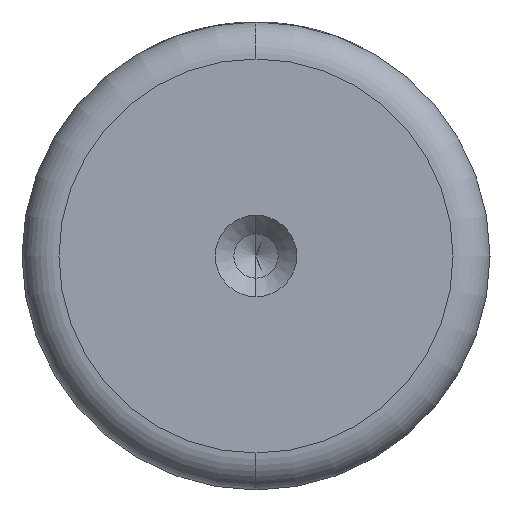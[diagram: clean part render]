
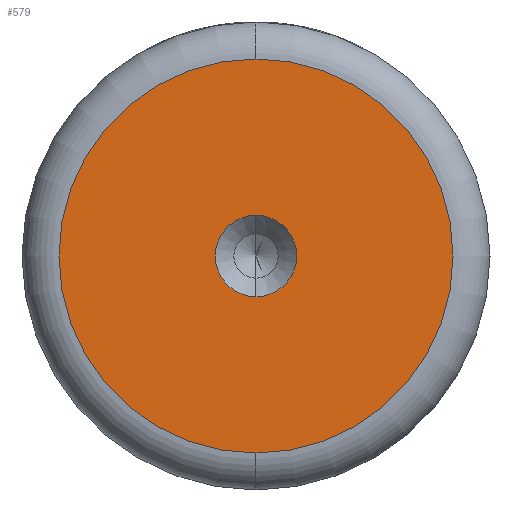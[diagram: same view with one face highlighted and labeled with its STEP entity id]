
A CAD part, left-side view. The second image highlights one B-rep face of the part: STEP entity #579.
In plain terms, the highlighted planar face has unit normal (-1, 0, 0).
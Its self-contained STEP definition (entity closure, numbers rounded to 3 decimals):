
#69 = CARTESIAN_POINT ( 'NONE',  ( 0., 0., -16. ) ) ;
#84 = AXIS2_PLACEMENT_3D ( 'NONE', #646, #1393, #749 ) ;
#97 = DIRECTION ( 'NONE',  ( -1., 0., 0. ) ) ;
#113 = EDGE_LOOP ( 'NONE', ( #442, #897 ) ) ;
#159 = DIRECTION ( 'NONE',  ( -1., 0., 0. ) ) ;
#195 = DIRECTION ( 'NONE',  ( 0., 0., 1. ) ) ;
#223 = CIRCLE ( 'NONE', #350, 16. ) ;
#224 = FACE_OUTER_BOUND ( 'NONE', #113, .T. ) ;
#234 = VERTEX_POINT ( 'NONE', #69 ) ;
#261 = ORIENTED_EDGE ( 'NONE', *, *, #699, .F. ) ;
#262 = VERTEX_POINT ( 'NONE', #886 ) ;
#312 = VERTEX_POINT ( 'NONE', #770 ) ;
#350 = AXIS2_PLACEMENT_3D ( 'NONE', #828, #159, #940 ) ;
#379 = EDGE_LOOP ( 'NONE', ( #261, #1106 ) ) ;
#430 = CARTESIAN_POINT ( 'NONE',  ( 0., 0., 0. ) ) ;
#435 = PLANE ( 'NONE',  #610 ) ;
#442 = ORIENTED_EDGE ( 'NONE', *, *, #482, .T. ) ;
#468 = AXIS2_PLACEMENT_3D ( 'NONE', #430, #1186, #535 ) ;
#482 = EDGE_CURVE ( 'NONE', #486, #234, #1383, .T. ) ;
#486 = VERTEX_POINT ( 'NONE', #972 ) ;
#535 = DIRECTION ( 'NONE',  ( 0., 0., 1. ) ) ;
#567 = FACE_BOUND ( 'NONE', #379, .T. ) ;
#579 = ADVANCED_FACE ( 'NONE', ( #567, #224 ), #435, .T. ) ;
#610 = AXIS2_PLACEMENT_3D ( 'NONE', #1399, #871, #195 ) ;
#646 = CARTESIAN_POINT ( 'NONE',  ( 0., 0., 0. ) ) ;
#699 = EDGE_CURVE ( 'NONE', #262, #312, #1236, .T. ) ;
#749 = DIRECTION ( 'NONE',  ( 0., 0., 1. ) ) ;
#770 = CARTESIAN_POINT ( 'NONE',  ( 0., 0., -3.3 ) ) ;
#774 = CARTESIAN_POINT ( 'NONE',  ( 0., 0., 0. ) ) ;
#828 = CARTESIAN_POINT ( 'NONE',  ( 0., 0., 0. ) ) ;
#832 = AXIS2_PLACEMENT_3D ( 'NONE', #774, #97, #889 ) ;
#871 = DIRECTION ( 'NONE',  ( -1., 0., 0. ) ) ;
#886 = CARTESIAN_POINT ( 'NONE',  ( 0., 0., 3.3 ) ) ;
#889 = DIRECTION ( 'NONE',  ( 0., 0., 1. ) ) ;
#897 = ORIENTED_EDGE ( 'NONE', *, *, #1005, .T. ) ;
#940 = DIRECTION ( 'NONE',  ( 0., 0., 1. ) ) ;
#972 = CARTESIAN_POINT ( 'NONE',  ( 0., 0., 16. ) ) ;
#1005 = EDGE_CURVE ( 'NONE', #234, #486, #223, .T. ) ;
#1040 = CIRCLE ( 'NONE', #468, 3.3 ) ;
#1106 = ORIENTED_EDGE ( 'NONE', *, *, #1295, .F. ) ;
#1186 = DIRECTION ( 'NONE',  ( -1., 0., 0. ) ) ;
#1236 = CIRCLE ( 'NONE', #832, 3.3 ) ;
#1295 = EDGE_CURVE ( 'NONE', #312, #262, #1040, .T. ) ;
#1383 = CIRCLE ( 'NONE', #84, 16. ) ;
#1393 = DIRECTION ( 'NONE',  ( -1., 0., 0. ) ) ;
#1399 = CARTESIAN_POINT ( 'NONE',  ( 0., 0., 0. ) ) ;
